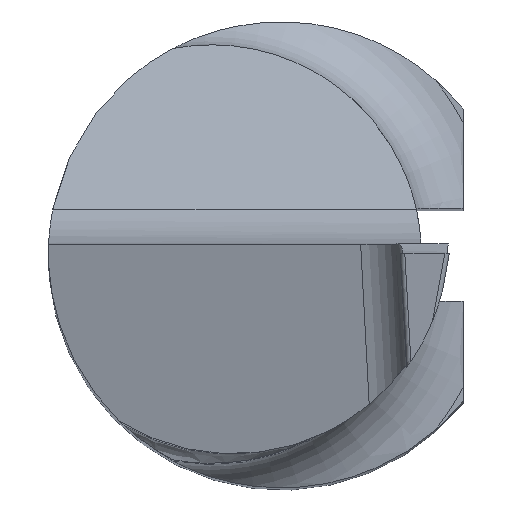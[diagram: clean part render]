
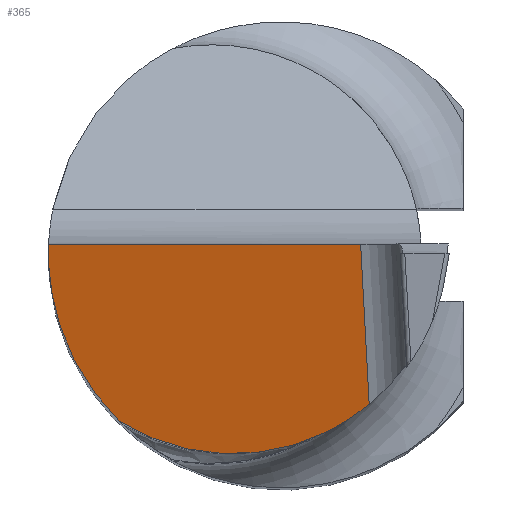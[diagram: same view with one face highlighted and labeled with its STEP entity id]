
A CAD part, top view. The second image highlights one B-rep face of the part: STEP entity #365.
In plain terms, the highlighted planar face has unit normal (-0.259, -0.052, 0.965).
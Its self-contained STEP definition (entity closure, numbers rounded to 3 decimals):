
#12 = CARTESIAN_POINT ( 'NONE',  ( 0.942, -1.618, 24.337 ) ) ;
#88 = CARTESIAN_POINT ( 'NONE',  ( -1.189, -2.053, 23.743 ) ) ;
#105 = CARTESIAN_POINT ( 'NONE',  ( -1.526, -1.92, 23.66 ) ) ;
#107 = ORIENTED_EDGE ( 'NONE', *, *, #578, .F. ) ;
#112 = VERTEX_POINT ( 'NONE', #876 ) ;
#147 = LINE ( 'NONE', #607, #667 ) ;
#149 = EDGE_LOOP ( 'NONE', ( #363, #586, #1051, #287, #107 ) ) ;
#176 = VERTEX_POINT ( 'NONE', #231 ) ;
#216 = CARTESIAN_POINT ( 'NONE',  ( -2.496, -0.134, 23.497 ) ) ;
#225 = CARTESIAN_POINT ( 'NONE',  ( 0.85, 0.1, 24.406 ) ) ;
#231 = CARTESIAN_POINT ( 'NONE',  ( -2.496, -0.134, 23.497 ) ) ;
#275 = AXIS2_PLACEMENT_3D ( 'NONE', #1303, #747, #737 ) ;
#287 = ORIENTED_EDGE ( 'NONE', *, *, #1383, .F. ) ;
#310 = LINE ( 'NONE', #639, #360 ) ;
#322 = CARTESIAN_POINT ( 'NONE',  ( -2.501, 0.022, 23.505 ) ) ;
#341 = CARTESIAN_POINT ( 'NONE',  ( -0.244, -2.136, 23.992 ) ) ;
#360 = VECTOR ( 'NONE', #411, 1000. ) ;
#363 = ORIENTED_EDGE ( 'NONE', *, *, #853, .T. ) ;
#365 = ADVANCED_FACE ( 'NONE', ( #393 ), #1104, .F. ) ;
#389 = DIRECTION ( 'NONE',  ( -0.966, 0., -0.259 ) ) ;
#393 = FACE_OUTER_BOUND ( 'NONE', #149, .T. ) ;
#404 = VERTEX_POINT ( 'NONE', #426 ) ;
#411 = DIRECTION ( 'NONE',  ( -0.053, 0.998, 0.04 ) ) ;
#426 = CARTESIAN_POINT ( 'NONE',  ( -1.735, -1.8, 23.61 ) ) ;
#457 = VERTEX_POINT ( 'NONE', #225 ) ;
#551 = CARTESIAN_POINT ( 'NONE',  ( -0.84, -2.131, 23.832 ) ) ;
#560 = CARTESIAN_POINT ( 'NONE',  ( 0.757, -1.774, 24.279 ) ) ;
#566 = CARTESIAN_POINT ( 'NONE',  ( -0.957, -2.111, 23.802 ) ) ;
#578 = EDGE_CURVE ( 'NONE', #404, #176, #1287, .T. ) ;
#586 = ORIENTED_EDGE ( 'NONE', *, *, #593, .T. ) ;
#593 = EDGE_CURVE ( 'NONE', #693, #457, #310, .T. ) ;
#607 = CARTESIAN_POINT ( 'NONE',  ( 1.306, 0.1, 24.528 ) ) ;
#639 = CARTESIAN_POINT ( 'NONE',  ( 0.851, 0.081, 24.405 ) ) ;
#667 = VECTOR ( 'NONE', #389, 1000. ) ;
#683 = CARTESIAN_POINT ( 'NONE',  ( -1.305, -2.015, 23.714 ) ) ;
#693 = VERTEX_POINT ( 'NONE', #873 ) ;
#737 = DIRECTION ( 'NONE',  ( -0.966, 0., -0.259 ) ) ;
#747 = DIRECTION ( 'NONE',  ( 0.258, 0.052, -0.965 ) ) ;
#752 = EDGE_CURVE ( 'NONE', #457, #112, #147, .T. ) ;
#805 = CARTESIAN_POINT ( 'NONE',  ( -2.498, 0.1, 23.509 ) ) ;
#811 = CARTESIAN_POINT ( 'NONE',  ( -0.127, -2.119, 24.024 ) ) ;
#853 = EDGE_CURVE ( 'NONE', #404, #693, #1473, .T. ) ;
#873 = CARTESIAN_POINT ( 'NONE',  ( 0.942, -1.618, 24.337 ) ) ;
#876 = CARTESIAN_POINT ( 'NONE',  ( -2.498, 0.1, 23.509 ) ) ;
#929 = CARTESIAN_POINT ( 'NONE',  ( 0.552, -1.896, 24.218 ) ) ;
#988 = CARTESIAN_POINT ( 'NONE',  ( -2.196, -1.356, 23.511 ) ) ;
#1017 = CARTESIAN_POINT ( 'NONE',  ( -1.735, -1.8, 23.61 ) ) ;
#1018 = CARTESIAN_POINT ( 'NONE',  ( -0.602, -2.152, 23.895 ) ) ;
#1034 = CARTESIAN_POINT ( 'NONE',  ( -0.481, -2.153, 23.927 ) ) ;
#1043 = CARTESIAN_POINT ( 'NONE',  ( -1.633, -1.864, 23.634 ) ) ;
#1051 = ORIENTED_EDGE ( 'NONE', *, *, #752, .T. ) ;
#1096 = CARTESIAN_POINT ( 'NONE',  ( -2.462, -0.774, 23.471 ) ) ;
#1104 = PLANE ( 'NONE',  #275 ) ;
#1137 = CARTESIAN_POINT ( 'NONE',  ( 0.105, -2.066, 24.089 ) ) ;
#1235 = CARTESIAN_POINT ( 'NONE',  ( -1.735, -1.8, 23.61 ) ) ;
#1260 = CARTESIAN_POINT ( 'NONE',  ( 0.22, -2.03, 24.122 ) ) ;
#1287 =( BOUNDED_CURVE ( )  B_SPLINE_CURVE ( 3, ( #1017, #988, #1096, #1351 ),
 .UNSPECIFIED., .F., .T. ) 
 B_SPLINE_CURVE_WITH_KNOTS ( ( 4, 4 ),
 ( 5.679, 6.429 ),
 .UNSPECIFIED. ) 
 CURVE ( )  GEOMETRIC_REPRESENTATION_ITEM ( )  RATIONAL_B_SPLINE_CURVE ( ( 1., 0.954, 0.954, 1. ) ) 
 REPRESENTATION_ITEM ( '' )  );
#1303 = CARTESIAN_POINT ( 'NONE',  ( 1.306, 0.1, 24.528 ) ) ;
#1342 = B_SPLINE_CURVE_WITH_KNOTS ( 'NONE', 3,
 ( #216, #1377, #322, #805 ),
 .UNSPECIFIED., .F., .F.,
 ( 4, 4 ),
 ( 0., 1. ),
 .UNSPECIFIED. ) ;
#1351 = CARTESIAN_POINT ( 'NONE',  ( -2.496, -0.134, 23.497 ) ) ;
#1377 = CARTESIAN_POINT ( 'NONE',  ( -2.501, -0.056, 23.501 ) ) ;
#1383 = EDGE_CURVE ( 'NONE', #176, #112, #1342, .T. ) ;
#1473 = B_SPLINE_CURVE_WITH_KNOTS ( 'NONE', 3,
 ( #1235, #1043, #105, #683, #88, #566, #551, #1018, #1034, #341, #811, #1137, #1260, #929, #560, #12 ),
 .UNSPECIFIED., .F., .F.,
 ( 4, 2, 2, 2, 2, 2, 2, 4 ),
 ( 0., 0.001, 0.001, 0.001, 0.002, 0.002, 0.002, 0.003 ),
 .UNSPECIFIED. ) ;
